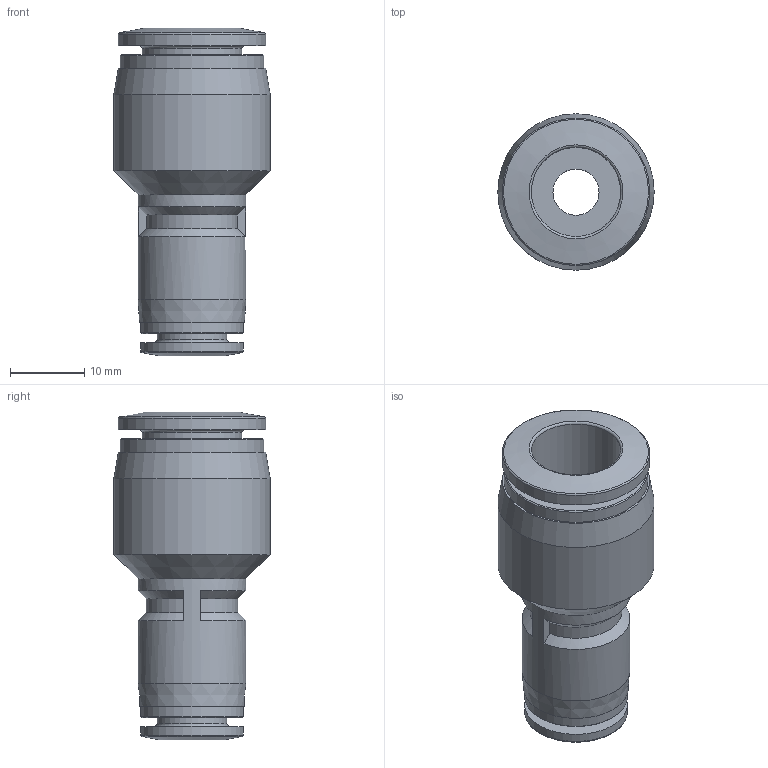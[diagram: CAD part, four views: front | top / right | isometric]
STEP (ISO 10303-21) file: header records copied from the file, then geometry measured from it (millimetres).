
FILE_DESCRIPTION(/* description */ ('STEP AP214'),/* implementation_level */ '2;1');
FILE_NAME(/* name */ '130608_QS-12-8',/* time_stamp */ '2024-09-12T08:26:10+02:00',/* author */ ('License CC BY-ND 4.0'),/* organization */ ('CADENAS'),/* preprocessor_version */ 'ST-DEVELOPER v19.3',/* originating_system */ 'PARTsolutions',/* authorisation */ ' ');
FILE_SCHEMA (('AUTOMOTIVE_DESIGN {1 0 10303 214 3 1 1}'));
Length unit declared in the file: millimetre
Products named in the file (1): 130608 QS-12-8
Bounding box: 21 x 21 x 44 mm (x, y, z)
Volume: 6494.7 mm3; surface area: 4646.2 mm2
Topology: 1 solids, 1 shells, 42 faces, 80 edges, 48 vertices
Faces by surface type: cylinder 13, plane 12, cone 11, torus 6
Full cylindrical faces by diameter (mm): 6.2 x1, 8 x1, 9.4 x1, 12 x1, 13.4 x1, 13.8 x2, 14.5 x1, 19.32 x1, 19.8 x1, 21 x1
Entity records: 1267 total; most frequent: DIRECTION 174, CARTESIAN_POINT 171, ORIENTED_EDGE 112, AXIS2_PLACEMENT_3D 83, EDGE_LOOP 76, FACE_BOUND 76, EDGE_CURVE 56, VERTEX_POINT 48
